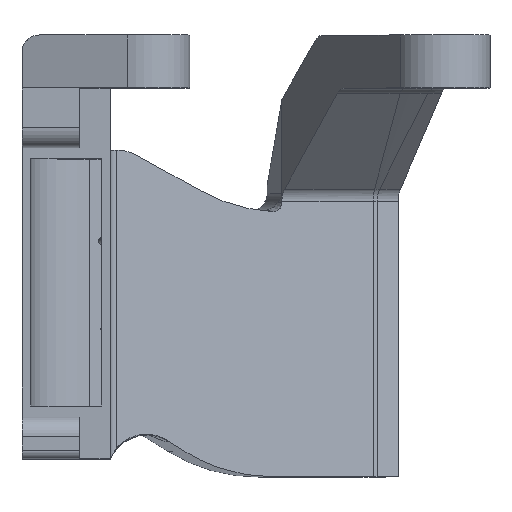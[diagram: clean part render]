
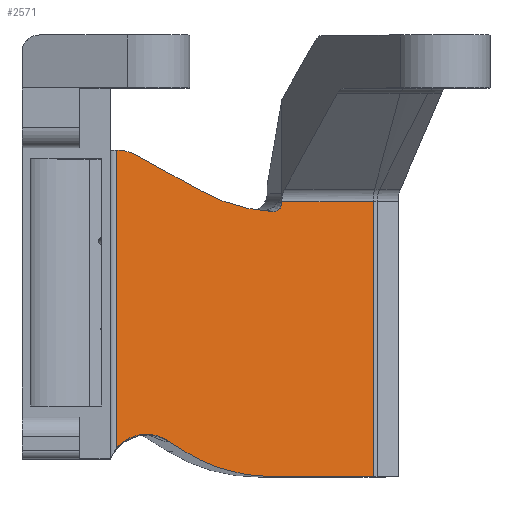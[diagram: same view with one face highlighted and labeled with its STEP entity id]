
A CAD part, top view. The second image highlights one B-rep face of the part: STEP entity #2571.
In plain terms, the highlighted planar face has unit normal (0.268, 0, 0.963).
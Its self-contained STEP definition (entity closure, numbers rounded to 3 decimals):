
#73=PLANE('',#2771);
#166=FACE_OUTER_BOUND('',#305,.T.);
#305=EDGE_LOOP('',(#1950,#1951,#1952,#1953,#1954,#1955,#1956,#1957,#1958,
#1959,#1960,#1961));
#407=ELLIPSE('',#2689,20.098,20.);
#420=ELLIPSE('',#2772,5.025,5.);
#421=ELLIPSE('',#2773,20.098,20.);
#576=LINE('',#4073,#828);
#592=LINE('',#4125,#844);
#599=LINE('',#4149,#851);
#600=LINE('',#4153,#852);
#601=LINE('',#4156,#853);
#602=LINE('',#4158,#854);
#603=LINE('',#4161,#855);
#828=VECTOR('',#3106,10.);
#844=VECTOR('',#3156,10.);
#851=VECTOR('',#3181,10.);
#852=VECTOR('',#3186,10.);
#853=VECTOR('',#3189,10.);
#854=VECTOR('',#3190,10.);
#855=VECTOR('',#3193,10.);
#1003=B_SPLINE_CURVE_WITH_KNOTS('',3,(#3652,#3653,#3654,#3655,#3656,#3657,
#3658,#3659,#3660,#3661,#3662,#3663,#3664,#3665,#3666,#3667,#3668,#3669,
#3670,#3671,#3672,#3673,#3674,#3675,#3676,#3677,#3678,#3679,#3680,#3681,
#3682,#3683,#3684,#3685,#3686,#3687,#3688,#3689,#3690,#3691),
 .UNSPECIFIED.,.F.,.F.,(4,3,3,3,3,3,3,3,3,3,3,3,3,4),(0.,0.014,
0.028,0.042,0.056,0.07,
0.083,0.096,0.11,0.123,
0.136,0.144,0.158,0.166),
 .UNSPECIFIED.);
#1012=B_SPLINE_CURVE_WITH_KNOTS('',3,(#3972,#3973,#3974,#3975,#3976,#3977,
#3978,#3979,#3980,#3981),.UNSPECIFIED.,.F.,.F.,(4,2,2,2,4),(0.,0.188,
0.375,0.556,0.656),.UNSPECIFIED.);
#1065=VERTEX_POINT('',#3649);
#1066=VERTEX_POINT('',#3651);
#1069=VERTEX_POINT('',#3698);
#1140=VERTEX_POINT('',#3951);
#1141=VERTEX_POINT('',#3967);
#1153=VERTEX_POINT('',#4072);
#1172=VERTEX_POINT('',#4124);
#1180=VERTEX_POINT('',#4148);
#1181=VERTEX_POINT('',#4152);
#1182=VERTEX_POINT('',#4154);
#1183=VERTEX_POINT('',#4157);
#1184=VERTEX_POINT('',#4159);
#1324=EDGE_CURVE('',#1065,#1066,#1003,.T.);
#1329=EDGE_CURVE('',#1069,#1065,#407,.T.);
#1419=EDGE_CURVE('',#1140,#1141,#1012,.F.);
#1441=EDGE_CURVE('',#1066,#1153,#576,.T.);
#1468=EDGE_CURVE('',#1153,#1172,#592,.T.);
#1480=EDGE_CURVE('',#1180,#1172,#599,.T.);
#1482=EDGE_CURVE('',#1069,#1181,#600,.T.);
#1483=EDGE_CURVE('',#1182,#1181,#420,.T.);
#1484=EDGE_CURVE('',#1140,#1182,#601,.T.);
#1485=EDGE_CURVE('',#1141,#1183,#602,.T.);
#1486=EDGE_CURVE('',#1184,#1183,#421,.T.);
#1487=EDGE_CURVE('',#1180,#1184,#603,.T.);
#1950=ORIENTED_EDGE('',*,*,#1468,.F.);
#1951=ORIENTED_EDGE('',*,*,#1441,.F.);
#1952=ORIENTED_EDGE('',*,*,#1324,.F.);
#1953=ORIENTED_EDGE('',*,*,#1329,.F.);
#1954=ORIENTED_EDGE('',*,*,#1482,.T.);
#1955=ORIENTED_EDGE('',*,*,#1483,.F.);
#1956=ORIENTED_EDGE('',*,*,#1484,.F.);
#1957=ORIENTED_EDGE('',*,*,#1419,.T.);
#1958=ORIENTED_EDGE('',*,*,#1485,.T.);
#1959=ORIENTED_EDGE('',*,*,#1486,.F.);
#1960=ORIENTED_EDGE('',*,*,#1487,.F.);
#1961=ORIENTED_EDGE('',*,*,#1480,.T.);
#2571=ADVANCED_FACE('',(#166),#73,.T.);
#2689=AXIS2_PLACEMENT_3D('',#3700,#2927,#2928);
#2771=AXIS2_PLACEMENT_3D('',#4151,#3184,#3185);
#2772=AXIS2_PLACEMENT_3D('',#4155,#3187,#3188);
#2773=AXIS2_PLACEMENT_3D('',#4160,#3191,#3192);
#2927=DIRECTION('center_axis',(0.268,0.,0.963));
#2928=DIRECTION('ref_axis',(-0.963,0.,0.268));
#3106=DIRECTION('',(0.,1.,0.));
#3156=DIRECTION('',(0.963,0.,-0.268));
#3181=DIRECTION('',(0.,1.,0.));
#3184=DIRECTION('center_axis',(0.268,0.,0.963));
#3185=DIRECTION('ref_axis',(0.963,0.,-0.268));
#3186=DIRECTION('',(-0.851,0.47,0.237));
#3187=DIRECTION('center_axis',(-0.268,0.,-0.963));
#3188=DIRECTION('ref_axis',(0.963,0.,-0.268));
#3189=DIRECTION('',(0.,1.,0.));
#3190=DIRECTION('',(0.823,-0.52,-0.229));
#3191=DIRECTION('center_axis',(-0.268,0.,-0.963));
#3192=DIRECTION('ref_axis',(-0.963,0.,0.268));
#3193=DIRECTION('',(-0.963,0.,0.268));
#3649=CARTESIAN_POINT('',(-11.625,8.03,3.235));
#3651=CARTESIAN_POINT('',(-10.571,9.023,2.942));
#3652=CARTESIAN_POINT('Ctrl Pts',(-11.625,8.03,3.235));
#3653=CARTESIAN_POINT('Ctrl Pts',(-11.581,8.027,3.223));
#3654=CARTESIAN_POINT('Ctrl Pts',(-11.537,8.028,3.211));
#3655=CARTESIAN_POINT('Ctrl Pts',(-11.493,8.031,3.199));
#3656=CARTESIAN_POINT('Ctrl Pts',(-11.448,8.035,3.186));
#3657=CARTESIAN_POINT('Ctrl Pts',(-11.403,8.042,3.174));
#3658=CARTESIAN_POINT('Ctrl Pts',(-11.358,8.052,3.161));
#3659=CARTESIAN_POINT('Ctrl Pts',(-11.314,8.062,3.149));
#3660=CARTESIAN_POINT('Ctrl Pts',(-11.27,8.074,3.137));
#3661=CARTESIAN_POINT('Ctrl Pts',(-11.227,8.09,3.125));
#3662=CARTESIAN_POINT('Ctrl Pts',(-11.185,8.105,3.113));
#3663=CARTESIAN_POINT('Ctrl Pts',(-11.144,8.123,3.102));
#3664=CARTESIAN_POINT('Ctrl Pts',(-11.105,8.144,3.091));
#3665=CARTESIAN_POINT('Ctrl Pts',(-11.065,8.164,3.08));
#3666=CARTESIAN_POINT('Ctrl Pts',(-11.028,8.187,3.069));
#3667=CARTESIAN_POINT('Ctrl Pts',(-10.991,8.213,3.059));
#3668=CARTESIAN_POINT('Ctrl Pts',(-10.955,8.238,3.049));
#3669=CARTESIAN_POINT('Ctrl Pts',(-10.92,8.266,3.039));
#3670=CARTESIAN_POINT('Ctrl Pts',(-10.888,8.296,3.03));
#3671=CARTESIAN_POINT('Ctrl Pts',(-10.857,8.323,3.022));
#3672=CARTESIAN_POINT('Ctrl Pts',(-10.829,8.353,3.014));
#3673=CARTESIAN_POINT('Ctrl Pts',(-10.802,8.385,3.007));
#3674=CARTESIAN_POINT('Ctrl Pts',(-10.774,8.418,2.999));
#3675=CARTESIAN_POINT('Ctrl Pts',(-10.748,8.454,2.991));
#3676=CARTESIAN_POINT('Ctrl Pts',(-10.725,8.491,2.985));
#3677=CARTESIAN_POINT('Ctrl Pts',(-10.701,8.528,2.978));
#3678=CARTESIAN_POINT('Ctrl Pts',(-10.68,8.567,2.973));
#3679=CARTESIAN_POINT('Ctrl Pts',(-10.662,8.607,2.968));
#3680=CARTESIAN_POINT('Ctrl Pts',(-10.644,8.647,2.963));
#3681=CARTESIAN_POINT('Ctrl Pts',(-10.628,8.689,2.958));
#3682=CARTESIAN_POINT('Ctrl Pts',(-10.615,8.731,2.954));
#3683=CARTESIAN_POINT('Ctrl Pts',(-10.607,8.757,2.952));
#3684=CARTESIAN_POINT('Ctrl Pts',(-10.6,8.783,2.95));
#3685=CARTESIAN_POINT('Ctrl Pts',(-10.594,8.81,2.949));
#3686=CARTESIAN_POINT('Ctrl Pts',(-10.585,8.853,2.946));
#3687=CARTESIAN_POINT('Ctrl Pts',(-10.578,8.897,2.944));
#3688=CARTESIAN_POINT('Ctrl Pts',(-10.574,8.941,2.943));
#3689=CARTESIAN_POINT('Ctrl Pts',(-10.572,8.968,2.942));
#3690=CARTESIAN_POINT('Ctrl Pts',(-10.571,8.995,2.942));
#3691=CARTESIAN_POINT('Ctrl Pts',(-10.571,9.023,2.942));
#3698=CARTESIAN_POINT('',(-19.699,10.362,5.483));
#3700=CARTESIAN_POINT('Origin',(-10.571,28.,2.942));
#3951=CARTESIAN_POINT('',(-29.268,-18.75,8.146));
#3967=CARTESIAN_POINT('',(-23.53,-17.886,6.549));
#3972=CARTESIAN_POINT('Ctrl Pts',(-23.53,-17.886,6.549));
#3973=CARTESIAN_POINT('Ctrl Pts',(-24.045,-17.561,6.692));
#3974=CARTESIAN_POINT('Ctrl Pts',(-24.617,-17.344,6.851));
#3975=CARTESIAN_POINT('Ctrl Pts',(-25.806,-17.149,7.182));
#3976=CARTESIAN_POINT('Ctrl Pts',(-26.412,-17.174,7.351));
#3977=CARTESIAN_POINT('Ctrl Pts',(-27.562,-17.463,7.671));
#3978=CARTESIAN_POINT('Ctrl Pts',(-28.096,-17.719,7.82));
#3979=CARTESIAN_POINT('Ctrl Pts',(-28.824,-18.274,8.022));
#3980=CARTESIAN_POINT('Ctrl Pts',(-29.059,-18.499,8.088));
#3981=CARTESIAN_POINT('Ctrl Pts',(-29.268,-18.75,8.146));
#4072=CARTESIAN_POINT('',(-10.571,9.172,2.942));
#4073=CARTESIAN_POINT('',(-10.571,8.,2.942));
#4124=CARTESIAN_POINT('',(-0.244,9.172,0.068));
#4125=CARTESIAN_POINT('',(-22.996,9.172,6.4));
#4148=CARTESIAN_POINT('',(-0.244,-22.,0.068));
#4149=CARTESIAN_POINT('',(-0.244,8.,0.068));
#4151=CARTESIAN_POINT('Origin',(-30.,0.,8.35));
#4152=CARTESIAN_POINT('',(-27.029,14.409,7.523));
#4153=CARTESIAN_POINT('',(-25.415,13.518,7.073));
#4154=CARTESIAN_POINT('',(-29.268,15.,8.146));
#4155=CARTESIAN_POINT('Origin',(-29.311,10.,8.158));
#4156=CARTESIAN_POINT('',(-29.268,0.,8.146));
#4157=CARTESIAN_POINT('',(-21.672,-19.061,6.032));
#4158=CARTESIAN_POINT('',(-26.1,-16.263,7.264));
#4159=CARTESIAN_POINT('',(-11.568,-22.,3.219));
#4160=CARTESIAN_POINT('Origin',(-11.568,-2.,3.219));
#4161=CARTESIAN_POINT('',(-30.,-22.,8.35));
